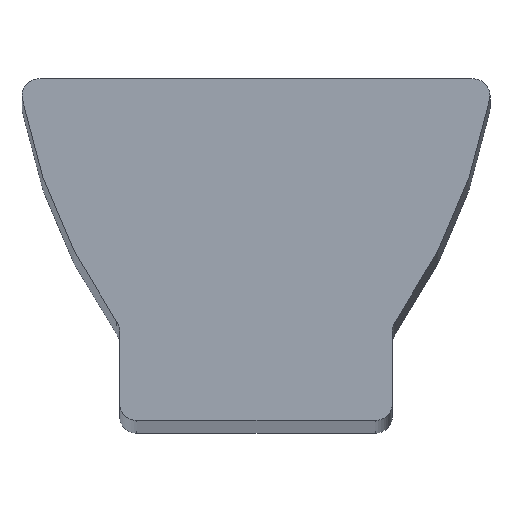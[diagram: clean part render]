
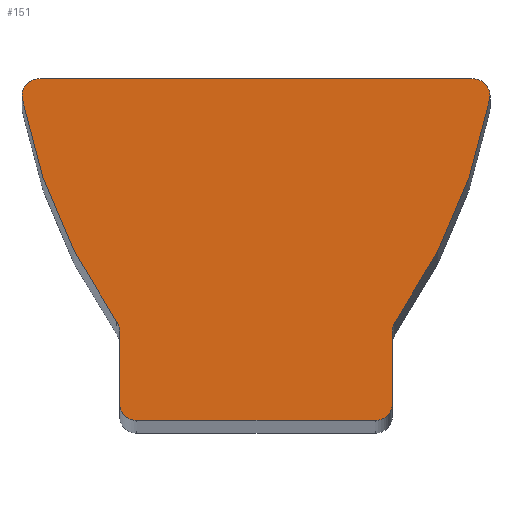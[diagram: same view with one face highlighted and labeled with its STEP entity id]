
A CAD part, top view. The second image highlights one B-rep face of the part: STEP entity #151.
In plain terms, the highlighted planar face has unit normal (0, 0, 1).
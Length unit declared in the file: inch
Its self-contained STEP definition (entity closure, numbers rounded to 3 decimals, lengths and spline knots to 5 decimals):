
#9 = DIRECTION ( 'NONE',  ( 0., 0., -1. ) ) ;
#16 = DIRECTION ( 'NONE',  ( 0., 0., 1. ) ) ;
#17 = LINE ( 'NONE', #299, #379 ) ;
#23 = CARTESIAN_POINT ( 'NONE',  ( 0.6418, 0.8828, 0.3125 ) ) ;
#30 = VERTEX_POINT ( 'NONE', #102 ) ;
#31 = CARTESIAN_POINT ( 'NONE',  ( 0.8857, 1.17013, 0.3125 ) ) ;
#37 = CARTESIAN_POINT ( 'NONE',  ( 0.64261, 0.89144, 0.3125 ) ) ;
#38 = EDGE_CURVE ( 'NONE', #30, #211, #423, .T. ) ;
#45 = DIRECTION ( 'NONE',  ( 0., 0., 1. ) ) ;
#49 = AXIS2_PLACEMENT_3D ( 'NONE', #403, #318, #313 ) ;
#63 = DIRECTION ( 'NONE',  ( 1., 0., 0. ) ) ;
#65 = VERTEX_POINT ( 'NONE', #483 ) ;
#73 = EDGE_CURVE ( 'NONE', #280, #292, #321, .T. ) ;
#76 = CIRCLE ( 'NONE', #272, 1.55429 ) ;
#80 = EDGE_CURVE ( 'NONE', #405, #341, #140, .T. ) ;
#82 = ORIENTED_EDGE ( 'NONE', *, *, #73, .T. ) ;
#83 = CARTESIAN_POINT ( 'NONE',  ( -0.3279, 0., 0.3125 ) ) ;
#85 = DIRECTION ( 'NONE',  ( -1., 0., 0. ) ) ;
#94 = DIRECTION ( 'NONE',  ( 1., 0., 0. ) ) ;
#100 = DIRECTION ( 'NONE',  ( 1., 0., 0. ) ) ;
#102 = CARTESIAN_POINT ( 'NONE',  ( -0.3747, 0.047, 0.3125 ) ) ;
#105 = ORIENTED_EDGE ( 'NONE', *, *, #327, .T. ) ;
#106 = VERTEX_POINT ( 'NONE', #359 ) ;
#109 = CARTESIAN_POINT ( 'NONE',  ( 0.3834, 0.2728, 0.3125 ) ) ;
#112 = CARTESIAN_POINT ( 'NONE',  ( 0.59584, 0.89144, 0.3125 ) ) ;
#113 = VERTEX_POINT ( 'NONE', #23 ) ;
#123 = VECTOR ( 'NONE', #376, 39.37008 ) ;
#124 = CARTESIAN_POINT ( 'NONE',  ( 0.5927, 0.9381, 0.3125 ) ) ;
#127 = CARTESIAN_POINT ( 'NONE',  ( 0.42157, 0.2456, 0.3125 ) ) ;
#132 = DIRECTION ( 'NONE',  ( 0., 0., 1. ) ) ;
#133 = EDGE_CURVE ( 'NONE', #493, #106, #471, .T. ) ;
#135 = ORIENTED_EDGE ( 'NONE', *, *, #420, .T. ) ;
#137 = CARTESIAN_POINT ( 'NONE',  ( 0.3279, 0., 0.3125 ) ) ;
#138 = DIRECTION ( 'NONE',  ( -1., 0., 0. ) ) ;
#140 = CIRCLE ( 'NONE', #191, 0.04687 ) ;
#141 = VERTEX_POINT ( 'NONE', #109 ) ;
#151 = ADVANCED_FACE ( 'NONE', ( #273 ), #238, .T. ) ;
#152 = EDGE_CURVE ( 'NONE', #65, #228, #246, .T. ) ;
#162 = CIRCLE ( 'NONE', #279, 0.04676 ) ;
#166 = DIRECTION ( 'NONE',  ( -1., 0., 0. ) ) ;
#170 = DIRECTION ( 'NONE',  ( 1., 0., 0. ) ) ;
#181 = CARTESIAN_POINT ( 'NONE',  ( -0.42157, 0.2456, 0.3125 ) ) ;
#182 = ORIENTED_EDGE ( 'NONE', *, *, #482, .T. ) ;
#184 = AXIS2_PLACEMENT_3D ( 'NONE', #31, #289, #545 ) ;
#186 = CIRCLE ( 'NONE', #368, 0.0468 ) ;
#187 = CARTESIAN_POINT ( 'NONE',  ( -0.3279, 0., 0.3125 ) ) ;
#190 = DIRECTION ( 'NONE',  ( 0., 0., 1. ) ) ;
#191 = AXIS2_PLACEMENT_3D ( 'NONE', #181, #9, #231 ) ;
#192 = VERTEX_POINT ( 'NONE', #530 ) ;
#194 = CARTESIAN_POINT ( 'NONE',  ( 0.59584, 0.89144, 0.3125 ) ) ;
#203 = AXIS2_PLACEMENT_3D ( 'NONE', #322, #479, #138 ) ;
#205 = ORIENTED_EDGE ( 'NONE', *, *, #306, .T. ) ;
#211 = VERTEX_POINT ( 'NONE', #187 ) ;
#212 = ORIENTED_EDGE ( 'NONE', *, *, #491, .T. ) ;
#217 = CARTESIAN_POINT ( 'NONE',  ( 0.59584, 0.89144, 0.3125 ) ) ;
#219 = VECTOR ( 'NONE', #166, 39.37008 ) ;
#222 = AXIS2_PLACEMENT_3D ( 'NONE', #127, #380, #85 ) ;
#228 = VERTEX_POINT ( 'NONE', #317 ) ;
#231 = DIRECTION ( 'NONE',  ( 1., 0., 0. ) ) ;
#238 = PLANE ( 'NONE',  #451 ) ;
#246 = CIRCLE ( 'NONE', #478, 0.0468 ) ;
#250 = DIRECTION ( 'NONE',  ( 0., 0., 1. ) ) ;
#251 = LINE ( 'NONE', #433, #315 ) ;
#258 = CARTESIAN_POINT ( 'NONE',  ( -0.3747, 0.2456, 0.3125 ) ) ;
#264 = CARTESIAN_POINT ( 'NONE',  ( -0.5927, 0.9381, 0.3125 ) ) ;
#268 = ORIENTED_EDGE ( 'NONE', *, *, #38, .T. ) ;
#272 = AXIS2_PLACEMENT_3D ( 'NONE', #551, #250, #507 ) ;
#273 = FACE_OUTER_BOUND ( 'NONE', #456, .T. ) ;
#274 = VERTEX_POINT ( 'NONE', #137 ) ;
#279 = AXIS2_PLACEMENT_3D ( 'NONE', #217, #472, #170 ) ;
#280 = VERTEX_POINT ( 'NONE', #264 ) ;
#281 = LINE ( 'NONE', #83, #123 ) ;
#287 = CIRCLE ( 'NONE', #184, 1.55429 ) ;
#289 = DIRECTION ( 'NONE',  ( 0., 0., 1. ) ) ;
#292 = VERTEX_POINT ( 'NONE', #387 ) ;
#299 = CARTESIAN_POINT ( 'NONE',  ( -0.3747, 0.047, 0.3125 ) ) ;
#302 = CARTESIAN_POINT ( 'NONE',  ( -0.3834, 0.2728, 0.3125 ) ) ;
#304 = DIRECTION ( 'NONE',  ( 0., 1., 0. ) ) ;
#306 = EDGE_CURVE ( 'NONE', #274, #65, #186, .T. ) ;
#313 = DIRECTION ( 'NONE',  ( -1., 0., 0. ) ) ;
#315 = VECTOR ( 'NONE', #304, 39.37008 ) ;
#317 = CARTESIAN_POINT ( 'NONE',  ( 0.3747, 0.047, 0.3125 ) ) ;
#318 = DIRECTION ( 'NONE',  ( 0., 0., 1. ) ) ;
#321 = CIRCLE ( 'NONE', #203, 0.04676 ) ;
#322 = CARTESIAN_POINT ( 'NONE',  ( -0.59584, 0.89144, 0.3125 ) ) ;
#324 = ORIENTED_EDGE ( 'NONE', *, *, #133, .T. ) ;
#327 = EDGE_CURVE ( 'NONE', #228, #192, #251, .T. ) ;
#341 = VERTEX_POINT ( 'NONE', #258 ) ;
#359 = CARTESIAN_POINT ( 'NONE',  ( 0.5927, 0.9381, 0.3125 ) ) ;
#368 = AXIS2_PLACEMENT_3D ( 'NONE', #434, #132, #94 ) ;
#374 = EDGE_CURVE ( 'NONE', #192, #141, #392, .T. ) ;
#376 = DIRECTION ( 'NONE',  ( 1., 0., 0. ) ) ;
#377 = ORIENTED_EDGE ( 'NONE', *, *, #546, .T. ) ;
#379 = VECTOR ( 'NONE', #556, 39.37008 ) ;
#380 = DIRECTION ( 'NONE',  ( 0., 0., -1. ) ) ;
#384 = AXIS2_PLACEMENT_3D ( 'NONE', #112, #16, #100 ) ;
#387 = CARTESIAN_POINT ( 'NONE',  ( -0.6418, 0.8828, 0.3125 ) ) ;
#392 = CIRCLE ( 'NONE', #222, 0.04687 ) ;
#401 = EDGE_CURVE ( 'NONE', #113, #493, #162, .T. ) ;
#403 = CARTESIAN_POINT ( 'NONE',  ( -0.3279, 0.0468, 0.3125 ) ) ;
#405 = VERTEX_POINT ( 'NONE', #302 ) ;
#409 = ORIENTED_EDGE ( 'NONE', *, *, #152, .T. ) ;
#412 = EDGE_CURVE ( 'NONE', #341, #30, #17, .T. ) ;
#417 = ORIENTED_EDGE ( 'NONE', *, *, #374, .T. ) ;
#420 = EDGE_CURVE ( 'NONE', #211, #274, #281, .T. ) ;
#423 = CIRCLE ( 'NONE', #49, 0.0468 ) ;
#433 = CARTESIAN_POINT ( 'NONE',  ( 0.3747, 0.047, 0.3125 ) ) ;
#434 = CARTESIAN_POINT ( 'NONE',  ( 0.3279, 0.0468, 0.3125 ) ) ;
#449 = DIRECTION ( 'NONE',  ( 1., 0., 0. ) ) ;
#451 = AXIS2_PLACEMENT_3D ( 'NONE', #194, #45, #63 ) ;
#456 = EDGE_LOOP ( 'NONE', ( #542, #324, #182, #82, #377, #477, #461, #268, #135, #205, #409, #105, #417, #212 ) ) ;
#461 = ORIENTED_EDGE ( 'NONE', *, *, #412, .T. ) ;
#471 = CIRCLE ( 'NONE', #384, 0.04676 ) ;
#472 = DIRECTION ( 'NONE',  ( 0., 0., 1. ) ) ;
#477 = ORIENTED_EDGE ( 'NONE', *, *, #80, .T. ) ;
#478 = AXIS2_PLACEMENT_3D ( 'NONE', #492, #190, #449 ) ;
#479 = DIRECTION ( 'NONE',  ( 0., 0., 1. ) ) ;
#482 = EDGE_CURVE ( 'NONE', #106, #280, #531, .T. ) ;
#483 = CARTESIAN_POINT ( 'NONE',  ( 0.3747, 0.0468, 0.3125 ) ) ;
#491 = EDGE_CURVE ( 'NONE', #141, #113, #76, .T. ) ;
#492 = CARTESIAN_POINT ( 'NONE',  ( 0.3279, 0.0468, 0.3125 ) ) ;
#493 = VERTEX_POINT ( 'NONE', #37 ) ;
#507 = DIRECTION ( 'NONE',  ( 1., 0., 0. ) ) ;
#530 = CARTESIAN_POINT ( 'NONE',  ( 0.3747, 0.2456, 0.3125 ) ) ;
#531 = LINE ( 'NONE', #124, #219 ) ;
#542 = ORIENTED_EDGE ( 'NONE', *, *, #401, .T. ) ;
#545 = DIRECTION ( 'NONE',  ( -1., 0., 0. ) ) ;
#546 = EDGE_CURVE ( 'NONE', #292, #405, #287, .T. ) ;
#551 = CARTESIAN_POINT ( 'NONE',  ( -0.8857, 1.17013, 0.3125 ) ) ;
#556 = DIRECTION ( 'NONE',  ( 0., -1., 0. ) ) ;
